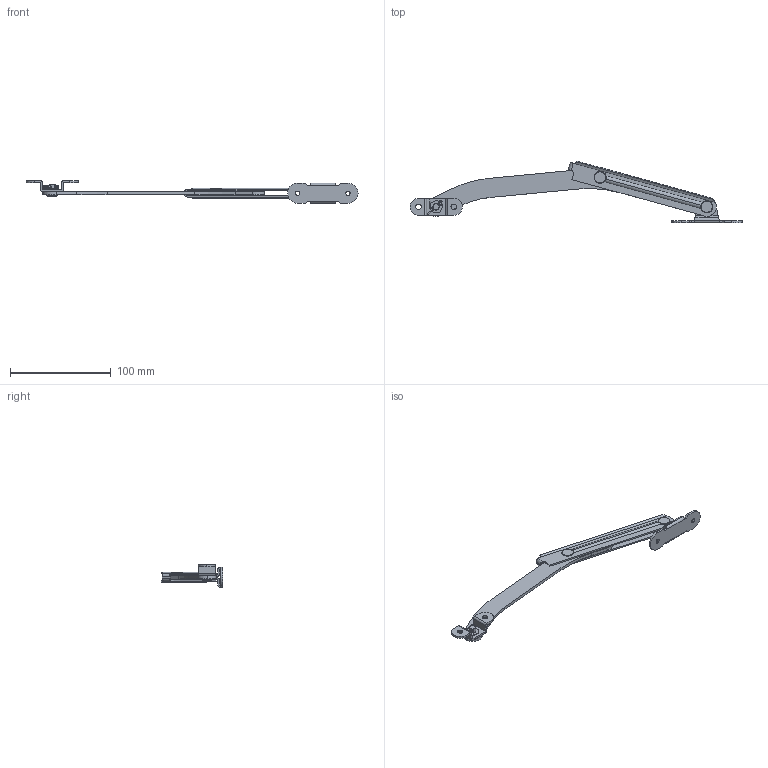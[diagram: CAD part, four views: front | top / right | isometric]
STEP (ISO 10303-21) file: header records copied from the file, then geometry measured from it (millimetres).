
FILE_DESCRIPTION (( 'STEP AP203' ), '1' );
FILE_NAME ('B-1454-1.STEP', '2020-06-03T08:28:28', ( '' ), ( '' ), 'SwSTEP 2.0', 'SolidWorks 2018', '' );
FILE_SCHEMA (( 'CONFIG_CONTROL_DESIGN' ));
Length unit declared in the file: millimetre
Products named in the file (11): B-1454-1_平ワッシャー_; B-1454-1; B-1454-1_鋼球_; B-1454-1_枠ブラケット_; B-1454-1_儕儀僢僩C_; B-1454-1_儕儀僢僩A_; B-1454-1_枠_; B-1454-1_儕儀僢僩B_; B-1454-1_アーム_; 割りピン　呼び2.5_; B-1454-1_障子ブラケット_
Assembly tree (10 placements, depth 2):
  B-1454-1
    B-1454-1_儕儀僢僩B_
    B-1454-1_枠_
    B-1454-1_障子ブラケット_
    B-1454-1_儕儀僢僩C_
    B-1454-1_アーム_
    B-1454-1_鋼球_
    B-1454-1_枠ブラケット_
    B-1454-1_儕儀僢僩A_
    B-1454-1_平ワッシャー_
    割りピン　呼び2.5_
Bounding box: 330 x 61.43 x 22.5 mm (x, y, z)
Volume: 28495.7 mm3; surface area: 31698.4 mm2
Topology: 10 solids, 10 shells, 242 faces, 604 edges, 389 vertices
Faces by surface type: cylinder 123, plane 103, torus 12, sphere 2, cone 2
Entity records: 8598 total; most frequent: CARTESIAN_POINT 1528, DIRECTION 1299, ORIENTED_EDGE 1198, EDGE_CURVE 599, AXIS2_PLACEMENT_3D 493, VERTEX_POINT 386, LINE 313, VECTOR 313
